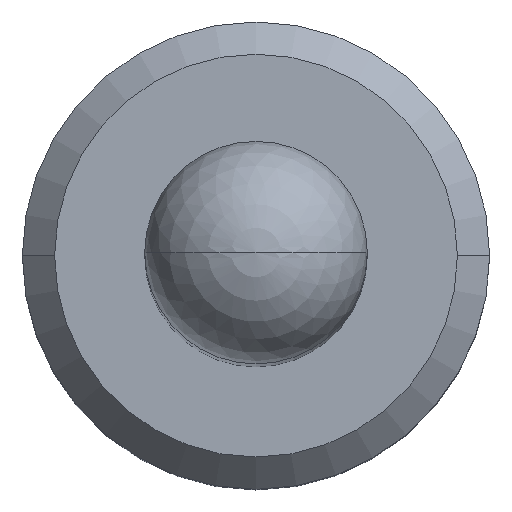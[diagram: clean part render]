
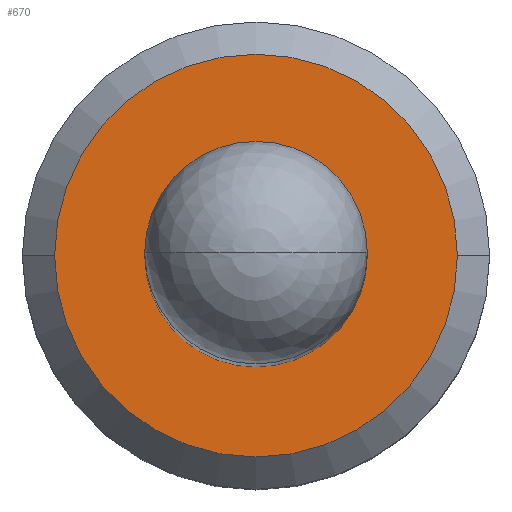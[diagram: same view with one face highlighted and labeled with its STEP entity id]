
A CAD part, top view. The second image highlights one B-rep face of the part: STEP entity #670.
In plain terms, the highlighted planar face has unit normal (0, 0, 1).
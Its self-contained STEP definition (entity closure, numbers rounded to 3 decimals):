
#245=CARTESIAN_POINT('',(0.,0.,-0.696));
#246=DIRECTION('',(0.,0.,-1.));
#247=DIRECTION('',(-1.,0.,0.));
#248=AXIS2_PLACEMENT_3D('',#245,#246,#247);
#250=CARTESIAN_POINT('',(0.,0.,-0.696));
#251=DIRECTION('',(0.,0.,1.));
#252=DIRECTION('',(-1.,0.,0.));
#253=AXIS2_PLACEMENT_3D('',#250,#251,#252);
#255=CARTESIAN_POINT('',(0.,0.,-0.696));
#256=DIRECTION('',(0.,0.,1.));
#257=DIRECTION('',(-1.,0.,0.));
#258=AXIS2_PLACEMENT_3D('',#255,#256,#257);
#264=CARTESIAN_POINT('',(0.,0.,-0.696));
#265=DIRECTION('',(0.,0.,-1.));
#266=DIRECTION('',(-1.,0.,0.));
#267=AXIS2_PLACEMENT_3D('',#264,#265,#266);
#315=CARTESIAN_POINT('',(-0.905,0.,-0.696));
#316=VERTEX_POINT('',#315);
#317=CARTESIAN_POINT('',(-0.5,0.,-0.696));
#319=VERTEX_POINT('',#317);
#333=CARTESIAN_POINT('',(0.905,0.,-0.696));
#334=VERTEX_POINT('',#333);
#335=CARTESIAN_POINT('',(0.5,0.,-0.696));
#337=VERTEX_POINT('',#335);
#655=CARTESIAN_POINT('',(0.,0.,-0.696));
#656=DIRECTION('',(0.,0.,1.));
#657=DIRECTION('',(-1.,0.,0.));
#658=AXIS2_PLACEMENT_3D('',#655,#656,#657);
#659=PLANE('',#658);
#660=ORIENTED_EDGE('',*,*,#637,.T.);
#661=ORIENTED_EDGE('',*,*,#648,.F.);
#662=EDGE_LOOP('',(#660,#661));
#663=FACE_OUTER_BOUND('',#662,.F.);
#665=ORIENTED_EDGE('',*,*,#664,.T.);
#667=ORIENTED_EDGE('',*,*,#666,.F.);
#668=EDGE_LOOP('',(#665,#667));
#669=FACE_BOUND('',#668,.F.);
#670=ADVANCED_FACE('',(#663,#669),#659,.T.);
#249=CIRCLE('',#248,0.905);
#254=CIRCLE('',#253,0.905);
#259=CIRCLE('',#258,0.5);
#268=CIRCLE('',#267,0.5);
#637=EDGE_CURVE('',#316,#334,#249,.T.);
#648=EDGE_CURVE('',#316,#334,#254,.T.);
#664=EDGE_CURVE('',#319,#337,#259,.T.);
#666=EDGE_CURVE('',#319,#337,#268,.T.);
